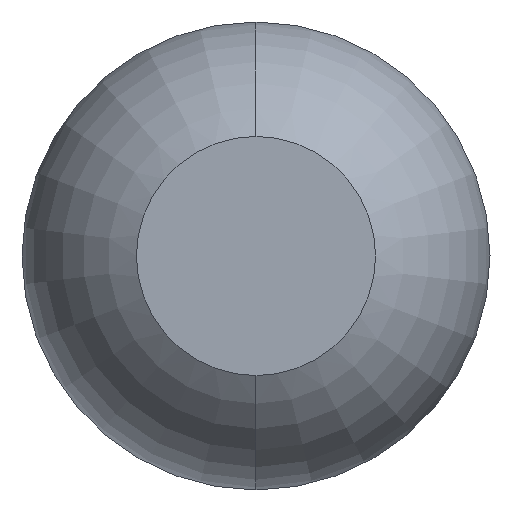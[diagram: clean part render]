
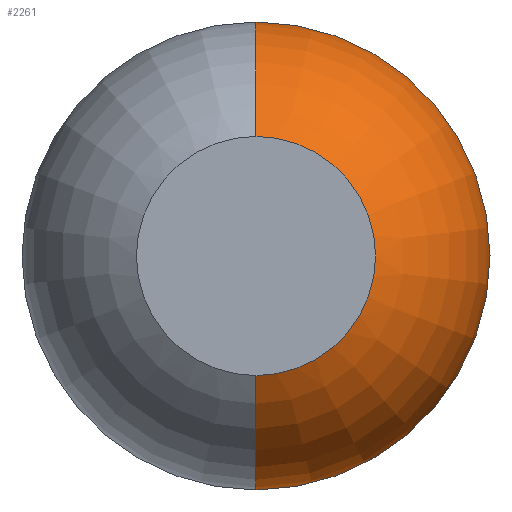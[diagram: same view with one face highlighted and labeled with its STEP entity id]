
A CAD part, front view. The second image highlights one B-rep face of the part: STEP entity #2261.
In plain terms, the highlighted toroidal (fillet/blend) face has major radius 0.035 mm and minor radius 0.65 mm.
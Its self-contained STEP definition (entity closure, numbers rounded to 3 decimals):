
#318 = EDGE_CURVE ( 'Defeature ausgef�hrt2_4+Defeature ausgef�hrt2_5+Defeature ausgef�hrt2_5+Defeature ausgef�hrt2_5', #2366, #3583, #1547, .T. ) ;
#366 = CIRCLE ( 'NONE', #3801, 0.65 ) ;
#393 = DIRECTION ( 'NONE',  ( 0., 0., -1. ) ) ;
#480 = ORIENTED_EDGE ( 'NONE', *, *, #3080, .T. ) ;
#522 = DIRECTION ( 'NONE',  ( 0., 0., -1. ) ) ;
#640 = CARTESIAN_POINT ( 'NONE',  ( 0., -24.431, 0.685 ) ) ;
#684 = TOROIDAL_SURFACE ( 'NONE', #3944, 0.035, 0.65 ) ;
#921 = DIRECTION ( 'NONE',  ( 1., 0., 0. ) ) ;
#1044 = EDGE_CURVE ( 'Defeature ausgef�hrt2_12+Defeature ausgef�hrt2_4+Defeature ausgef�hrt2_4+Defeature ausgef�hrt2_4', #1247, #1108, #3015, .T. ) ;
#1108 = VERTEX_POINT ( 'NONE', #3789 ) ;
#1188 = CARTESIAN_POINT ( 'NONE',  ( 0., -24.431, -0.685 ) ) ;
#1247 = VERTEX_POINT ( 'NONE', #3759 ) ;
#1284 = EDGE_CURVE ( 'NONE', #2366, #1247, #366, .T. ) ;
#1529 = AXIS2_PLACEMENT_3D ( 'NONE', #2179, #3445, #522 ) ;
#1547 = CIRCLE ( 'NONE', #1529, 0.685 ) ;
#1741 = CARTESIAN_POINT ( 'NONE',  ( 0., -25., 0. ) ) ;
#2179 = CARTESIAN_POINT ( 'NONE',  ( 0., -24.431, 0. ) ) ;
#2261 = ADVANCED_FACE ( 'Defeature ausgef�hrt2_4', ( #2415 ), #684, .T. ) ;
#2366 = VERTEX_POINT ( 'NONE', #1188 ) ;
#2371 = EDGE_LOOP ( 'NONE', ( #3817, #480, #2517, #2873 ) ) ;
#2415 = FACE_OUTER_BOUND ( 'NONE', #2371, .T. ) ;
#2517 = ORIENTED_EDGE ( 'NONE', *, *, #1044, .F. ) ;
#2547 = CIRCLE ( 'NONE', #3971, 0.65 ) ;
#2554 = DIRECTION ( 'NONE',  ( 0., 0., 1. ) ) ;
#2621 = DIRECTION ( 'NONE',  ( 0., 0., -1. ) ) ;
#2689 = DIRECTION ( 'NONE',  ( 0., -1., 0. ) ) ;
#2873 = ORIENTED_EDGE ( 'NONE', *, *, #1284, .F. ) ;
#2886 = DIRECTION ( 'NONE',  ( -1., 0., 0. ) ) ;
#3015 = CIRCLE ( 'NONE', #3591, 0.35 ) ;
#3080 = EDGE_CURVE ( 'NONE', #3583, #1108, #2547, .T. ) ;
#3214 = CARTESIAN_POINT ( 'NONE',  ( 0., -24.431, -0.035 ) ) ;
#3416 = DIRECTION ( 'NONE',  ( 0., 0., -1. ) ) ;
#3445 = DIRECTION ( 'NONE',  ( 0., -1., 0. ) ) ;
#3583 = VERTEX_POINT ( 'NONE', #640 ) ;
#3591 = AXIS2_PLACEMENT_3D ( 'NONE', #1741, #4029, #3416 ) ;
#3596 = CARTESIAN_POINT ( 'NONE',  ( 0., -24.431, 0.035 ) ) ;
#3690 = CARTESIAN_POINT ( 'NONE',  ( 0., -24.431, 0. ) ) ;
#3759 = CARTESIAN_POINT ( 'NONE',  ( 0., -25., -0.35 ) ) ;
#3789 = CARTESIAN_POINT ( 'NONE',  ( 0., -25., 0.35 ) ) ;
#3801 = AXIS2_PLACEMENT_3D ( 'NONE', #3214, #2886, #2554 ) ;
#3817 = ORIENTED_EDGE ( 'NONE', *, *, #318, .T. ) ;
#3944 = AXIS2_PLACEMENT_3D ( 'NONE', #3690, #2689, #393 ) ;
#3971 = AXIS2_PLACEMENT_3D ( 'NONE', #3596, #921, #2621 ) ;
#4029 = DIRECTION ( 'NONE',  ( 0., -1., 0. ) ) ;
